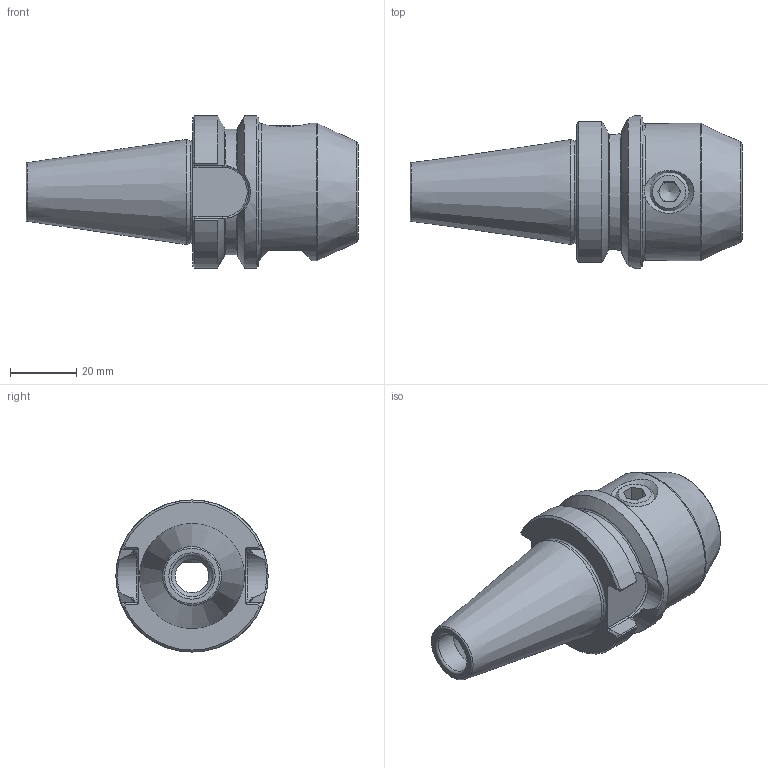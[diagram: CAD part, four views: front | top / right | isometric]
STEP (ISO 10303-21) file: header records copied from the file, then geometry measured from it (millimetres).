
FILE_DESCRIPTION( ( 'Unknown' ), '1' );
FILE_NAME( '213031220-C.stp', 'Unknown', ( 'Unknown' ), ( 'Unknown' ), 'PSStep 15.0.49', 'Unknown', ' ' );
FILE_SCHEMA( ( 'AUTOMOTIVE_DESIGN { 1 0 10303 214 1 1 1 1 }' ) );
Length unit declared in the file: millimetre
Products named in the file (2): 1; 2
Bounding box: 100.4 x 46 x 46 mm (x, y, z)
Volume: 78933.7 mm3; surface area: 17809.5 mm2
Topology: 2 solids, 2 shells, 108 faces, 278 edges, 174 vertices
Faces by surface type: plane 47, cylinder 23, cone 17, torus 14, bspline 7
Full cylindrical faces by diameter (mm): 10.106 x3, 12 x2, 12.5 x2, 41.5 x1, 46 x1
Entity records: 4719 total; most frequent: CARTESIAN_POINT 1446, ORIENTED_EDGE 486, DIRECTION 469, EDGE_CURVE 243, AXIS2_PLACEMENT_3D 193, VERTEX_POINT 167, EDGE_LOOP 139, FACE_OUTER_BOUND 123
